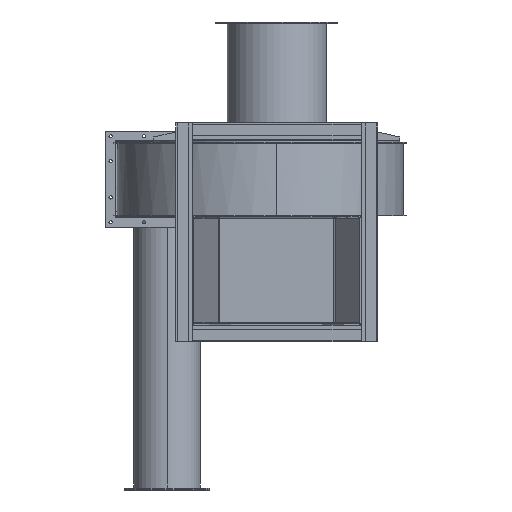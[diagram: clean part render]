
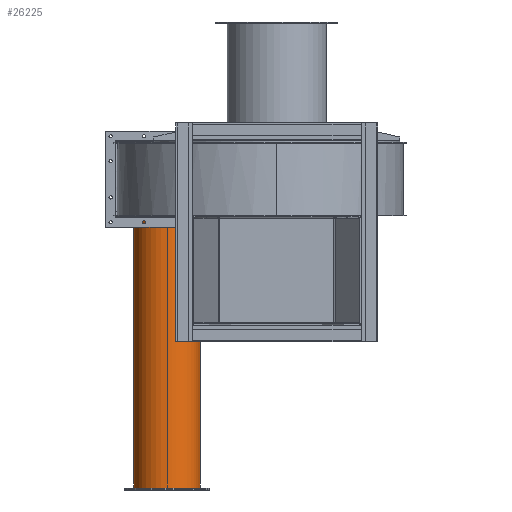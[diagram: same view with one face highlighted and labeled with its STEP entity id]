
A CAD part, front view. The second image highlights one B-rep face of the part: STEP entity #26225.
In plain terms, the highlighted free-form (B-spline) face has degree [2, 1] with [7, 2] control points.
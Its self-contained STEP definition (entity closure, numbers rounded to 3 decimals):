
#25862 = VERTEX_POINT('',#25863);
#25863 = CARTESIAN_POINT('',(-678.214,1375.218,
    230.16));
#25886 = EDGE_CURVE('',#25887,#25862,#25889,.T.);
#25887 = VERTEX_POINT('',#25888);
#25888 = CARTESIAN_POINT('',(-678.214,1375.218,
    -1011.486));
#25889 = B_SPLINE_CURVE_WITH_KNOTS('',1,(#25890,#25891),.UNSPECIFIED.,
  .F.,.F.,(2,2),(0.,829.325),.PIECEWISE_BEZIER_KNOTS.);
#25890 = CARTESIAN_POINT('',(-678.214,1375.218,
    -1011.486));
#25891 = CARTESIAN_POINT('',(-678.214,1375.218,
    230.16));
#25914 = EDGE_CURVE('',#25887,#25915,#25917,.T.);
#25915 = VERTEX_POINT('',#25916);
#25916 = CARTESIAN_POINT('',(-677.466,1375.218,
    -1011.486));
#25917 = ( BOUNDED_CURVE() B_SPLINE_CURVE(2,(#25918,#25919,#25920,#25921
    ,#25922,#25923,#25924),.UNSPECIFIED.,.F.,.F.) 
B_SPLINE_CURVE_WITH_KNOTS((3,2,2,3),(3.144,5.237,
7.33,9.422),.PIECEWISE_BEZIER_KNOTS.) CURVE() 
GEOMETRIC_REPRESENTATION_ITEM() RATIONAL_B_SPLINE_CURVE((1.,
    0.501,1.,0.501,1.,0.501,1.)) 
REPRESENTATION_ITEM('') );
#25918 = CARTESIAN_POINT('',(-678.214,1375.218,
    -1011.486));
#25919 = CARTESIAN_POINT('',(-937.034,1375.865,
    -1011.486));
#25920 = CARTESIAN_POINT('',(-807.437,1599.902,
    -1011.486));
#25921 = CARTESIAN_POINT('',(-677.84,1823.939,
    -1011.486));
#25922 = CARTESIAN_POINT('',(-548.243,1599.902,
    -1011.486));
#25923 = CARTESIAN_POINT('',(-418.646,1375.865,
    -1011.486));
#25924 = CARTESIAN_POINT('',(-677.466,1375.218,
    -1011.486));
#25952 = EDGE_CURVE('',#25915,#25953,#25955,.T.);
#25953 = VERTEX_POINT('',#25954);
#25954 = CARTESIAN_POINT('',(-677.466,1375.218,
    230.16));
#25955 = B_SPLINE_CURVE_WITH_KNOTS('',1,(#25956,#25957),.UNSPECIFIED.,
  .F.,.F.,(2,2),(0.,829.325),.PIECEWISE_BEZIER_KNOTS.);
#25956 = CARTESIAN_POINT('',(-677.466,1375.218,
    -1011.486));
#25957 = CARTESIAN_POINT('',(-677.466,1375.218,
    230.16));
#26192 = EDGE_CURVE('',#25862,#25953,#26193,.T.);
#26193 = ( BOUNDED_CURVE() B_SPLINE_CURVE(2,(#26194,#26195,#26196,#26197
    ,#26198,#26199,#26200),.UNSPECIFIED.,.F.,.F.) 
B_SPLINE_CURVE_WITH_KNOTS((3,2,2,3),(3.144,5.237,
7.33,9.422),.PIECEWISE_BEZIER_KNOTS.) CURVE() 
GEOMETRIC_REPRESENTATION_ITEM() RATIONAL_B_SPLINE_CURVE((1.,
    0.501,1.,0.501,1.,0.501,1.)) 
REPRESENTATION_ITEM('') );
#26194 = CARTESIAN_POINT('',(-678.214,1375.218,
    230.16));
#26195 = CARTESIAN_POINT('',(-937.034,1375.865,
    230.16));
#26196 = CARTESIAN_POINT('',(-807.437,1599.902,
    230.16));
#26197 = CARTESIAN_POINT('',(-677.84,1823.939,
    230.16));
#26198 = CARTESIAN_POINT('',(-548.243,1599.902,
    230.16));
#26199 = CARTESIAN_POINT('',(-418.646,1375.865,
    230.16));
#26200 = CARTESIAN_POINT('',(-677.466,1375.218,
    230.16));
#26225 = ADVANCED_FACE('',(#26226),#26232,.T.);
#26226 = FACE_BOUND('',#26227,.T.);
#26227 = EDGE_LOOP('',(#26228,#26229,#26230,#26231));
#26228 = ORIENTED_EDGE('',*,*,#25952,.F.);
#26229 = ORIENTED_EDGE('',*,*,#25914,.F.);
#26230 = ORIENTED_EDGE('',*,*,#25886,.T.);
#26231 = ORIENTED_EDGE('',*,*,#26192,.T.);
#26232 = ( BOUNDED_SURFACE() B_SPLINE_SURFACE(2,1,(
    (#26233,#26234)
    ,(#26235,#26236)
    ,(#26237,#26238)
    ,(#26239,#26240)
    ,(#26241,#26242)
    ,(#26243,#26244)
    ,(#26245,#26246
)),.UNSPECIFIED.,.F.,.F.,.F.) B_SPLINE_SURFACE_WITH_KNOTS((3,2,2,3),(2,2
    ),(0.003,2.095,4.188,6.281),
  (0.,829.325),.PIECEWISE_BEZIER_KNOTS.) 
GEOMETRIC_REPRESENTATION_ITEM() RATIONAL_B_SPLINE_SURFACE((
    (1.,1.)
    ,(0.501,0.501)
    ,(1.,1.)
    ,(0.501,0.501)
    ,(1.,1.)
    ,(0.501,0.501)
,(1.,1.))) REPRESENTATION_ITEM('') SURFACE() );
#26233 = CARTESIAN_POINT('',(-677.466,1375.218,
    -1011.486));
#26234 = CARTESIAN_POINT('',(-677.466,1375.218,
    230.16));
#26235 = CARTESIAN_POINT('',(-418.646,1375.865,
    -1011.486));
#26236 = CARTESIAN_POINT('',(-418.646,1375.865,
    230.16));
#26237 = CARTESIAN_POINT('',(-548.243,1599.902,
    -1011.486));
#26238 = CARTESIAN_POINT('',(-548.243,1599.902,
    230.16));
#26239 = CARTESIAN_POINT('',(-677.84,1823.939,
    -1011.486));
#26240 = CARTESIAN_POINT('',(-677.84,1823.939,
    230.16));
#26241 = CARTESIAN_POINT('',(-807.437,1599.902,
    -1011.486));
#26242 = CARTESIAN_POINT('',(-807.437,1599.902,
    230.16));
#26243 = CARTESIAN_POINT('',(-937.034,1375.865,
    -1011.486));
#26244 = CARTESIAN_POINT('',(-937.034,1375.865,
    230.16));
#26245 = CARTESIAN_POINT('',(-678.214,1375.218,
    -1011.486));
#26246 = CARTESIAN_POINT('',(-678.214,1375.218,
    230.16));
